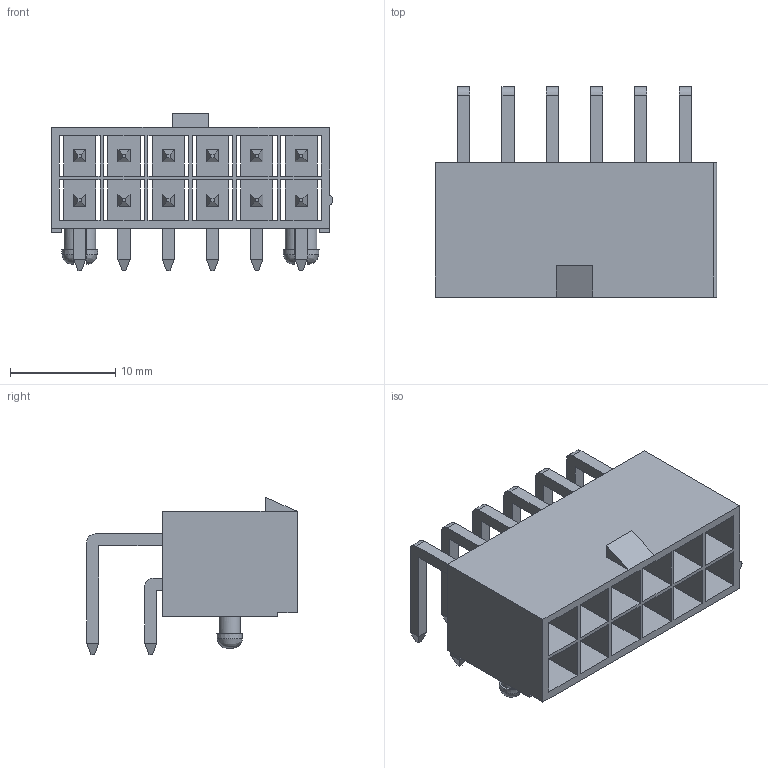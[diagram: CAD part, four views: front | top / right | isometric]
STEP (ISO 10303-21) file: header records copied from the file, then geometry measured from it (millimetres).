
FILE_DESCRIPTION( ( 'Unknown' ), '1' );
FILE_NAME( '649012227222.stp', 'Unknown', ( 'Unknown' ), ( 'Unknown' ), 'PSStep 14.0', 'Unknown', ' ' );
FILE_SCHEMA( ( 'AUTOMOTIVE_DESIGN { 1 0 10303 214 1 1 1 1 }' ) );
Length unit declared in the file: millimetre
Products named in the file (4): Assem1; 6490xx227222_PIN; 6490xx227222_PIN_BIS; 64901229522
Assembly tree (13 placements, depth 2):
  Assem1
    6490xx227222_PIN  x6
    6490xx227222_PIN_BIS  x6
    64901229522
Bounding box: 26.7 x 19.97 x 14.95 mm (x, y, z)
Volume: 1692.3 mm3; surface area: 5171.1 mm2
Topology: 13 solids, 13 shells, 438 faces, 1078 edges, 670 vertices
Faces by surface type: plane 409, cylinder 17, bspline 12
Entity records: 13548 total; most frequent: CARTESIAN_POINT 4616, ORIENTED_EDGE 1416, DIRECTION 1226, EDGE_CURVE 708, LINE 666, VECTOR 666, VERTEX_POINT 450, EDGE_LOOP 344
